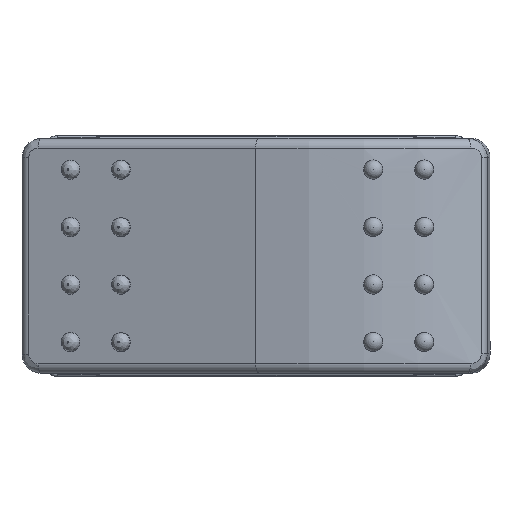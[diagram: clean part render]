
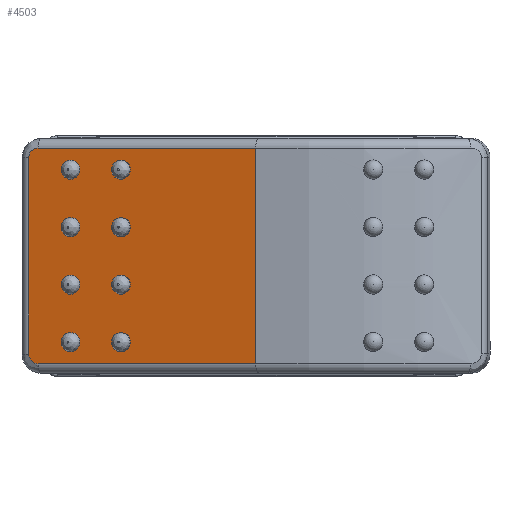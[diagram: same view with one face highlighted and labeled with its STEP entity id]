
A CAD part, top view. The second image highlights one B-rep face of the part: STEP entity #4503.
In plain terms, the highlighted planar face has unit normal (-0.294, 0, 0.956).
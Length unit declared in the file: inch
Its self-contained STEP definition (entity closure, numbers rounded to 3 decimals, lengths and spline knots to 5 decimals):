
#2285=CARTESIAN_POINT('',(-0.00323,0.44291,1.64542));
#2286=VERTEX_POINT('',#2285);
#2294=CARTESIAN_POINT('',(-0.00323,-0.44291,1.64542));
#2295=VERTEX_POINT('',#2294);
#2296=CARTESIAN_POINT('',(-0.00323,0.44291,1.64542));
#2297=DIRECTION('',(0.0,-1.0,0.0));
#2298=VECTOR('',#2297,0.88583);
#2299=LINE('',#2296,#2298);
#2300=EDGE_CURVE('',#2286,#2295,#2299,.T.);
#2568=CARTESIAN_POINT('',(-0.72556,0.35433,1.42279));
#2569=VERTEX_POINT('',#2568);
#2570=CARTESIAN_POINT('',(-0.76318,0.35433,1.41119));
#2571=DIRECTION('',(0.295,0.,-0.956));
#2572=DIRECTION('',(-0.956,0.,-0.295));
#2573=AXIS2_PLACEMENT_3D('',#2570,#2571,#2572);
#2574=CIRCLE('',#2573,0.03937);
#2575=EDGE_CURVE('',#2569,#2569,#2574,.T.);
#2673=CARTESIAN_POINT('',(-0.51863,0.35433,1.48657));
#2674=VERTEX_POINT('',#2673);
#2675=CARTESIAN_POINT('',(-0.55625,0.35433,1.47497));
#2676=DIRECTION('',(0.295,0.,-0.956));
#2677=DIRECTION('',(-0.956,0.,-0.295));
#2678=AXIS2_PLACEMENT_3D('',#2675,#2676,#2677);
#2679=CIRCLE('',#2678,0.03937);
#2680=EDGE_CURVE('',#2674,#2674,#2679,.T.);
#2778=CARTESIAN_POINT('',(-0.51863,0.11811,1.48657));
#2779=VERTEX_POINT('',#2778);
#2780=CARTESIAN_POINT('',(-0.55625,0.11811,1.47497));
#2781=DIRECTION('',(0.295,0.,-0.956));
#2782=DIRECTION('',(-0.956,0.,-0.295));
#2783=AXIS2_PLACEMENT_3D('',#2780,#2781,#2782);
#2784=CIRCLE('',#2783,0.03937);
#2785=EDGE_CURVE('',#2779,#2779,#2784,.T.);
#2883=CARTESIAN_POINT('',(-0.51863,-0.11811,1.48657));
#2884=VERTEX_POINT('',#2883);
#2885=CARTESIAN_POINT('',(-0.55625,-0.11811,1.47497));
#2886=DIRECTION('',(0.295,0.,-0.956));
#2887=DIRECTION('',(-0.956,0.,-0.295));
#2888=AXIS2_PLACEMENT_3D('',#2885,#2886,#2887);
#2889=CIRCLE('',#2888,0.03937);
#2890=EDGE_CURVE('',#2884,#2884,#2889,.T.);
#2988=CARTESIAN_POINT('',(-0.51863,-0.35433,1.48657));
#2989=VERTEX_POINT('',#2988);
#2990=CARTESIAN_POINT('',(-0.55625,-0.35433,1.47497));
#2991=DIRECTION('',(0.295,0.,-0.956));
#2992=DIRECTION('',(-0.956,0.,-0.295));
#2993=AXIS2_PLACEMENT_3D('',#2990,#2991,#2992);
#2994=CIRCLE('',#2993,0.03937);
#2995=EDGE_CURVE('',#2989,#2989,#2994,.T.);
#3093=CARTESIAN_POINT('',(-0.72556,-0.35433,1.42279));
#3094=VERTEX_POINT('',#3093);
#3095=CARTESIAN_POINT('',(-0.76318,-0.35433,1.41119));
#3096=DIRECTION('',(0.295,0.,-0.956));
#3097=DIRECTION('',(-0.956,0.,-0.295));
#3098=AXIS2_PLACEMENT_3D('',#3095,#3096,#3097);
#3099=CIRCLE('',#3098,0.03937);
#3100=EDGE_CURVE('',#3094,#3094,#3099,.T.);
#3198=CARTESIAN_POINT('',(-0.72556,-0.11811,1.42279));
#3199=VERTEX_POINT('',#3198);
#3200=CARTESIAN_POINT('',(-0.76318,-0.11811,1.41119));
#3201=DIRECTION('',(0.295,0.,-0.956));
#3202=DIRECTION('',(-0.956,0.,-0.295));
#3203=AXIS2_PLACEMENT_3D('',#3200,#3201,#3202);
#3204=CIRCLE('',#3203,0.03937);
#3205=EDGE_CURVE('',#3199,#3199,#3204,.T.);
#3303=CARTESIAN_POINT('',(-0.72556,0.11811,1.42279));
#3304=VERTEX_POINT('',#3303);
#3305=CARTESIAN_POINT('',(-0.76318,0.11811,1.41119));
#3306=DIRECTION('',(0.295,0.,-0.956));
#3307=DIRECTION('',(-0.956,0.,-0.295));
#3308=AXIS2_PLACEMENT_3D('',#3305,#3306,#3307);
#3309=CIRCLE('',#3308,0.03937);
#3310=EDGE_CURVE('',#3304,#3304,#3309,.T.);
#3938=CARTESIAN_POINT('',(-0.89807,-0.44291,1.36962));
#3939=VERTEX_POINT('',#3938);
#3947=CARTESIAN_POINT('',(-0.93607,-0.40354,1.35791));
#3948=VERTEX_POINT('',#3947);
#3949=CARTESIAN_POINT('',(-0.89807,-0.40354,1.36962));
#3950=DIRECTION('',(0.295,0.,-0.956));
#3951=DIRECTION('',(-0.956,0.,-0.295));
#3952=AXIS2_PLACEMENT_3D('',#3949,#3950,#3951);
#3953=ELLIPSE('',#3952,0.03977,0.03937);
#3954=EDGE_CURVE('',#3939,#3948,#3953,.T.);
#4000=CARTESIAN_POINT('',(-0.00323,-0.44291,1.64542));
#4001=DIRECTION('',(-0.956,0.,-0.295));
#4002=VECTOR('',#4001,0.93637);
#4003=LINE('',#4000,#4002);
#4004=EDGE_CURVE('',#2295,#3939,#4003,.T.);
#4035=CARTESIAN_POINT('',(-0.89807,0.44291,1.36962));
#4036=VERTEX_POINT('',#4035);
#4053=CARTESIAN_POINT('',(-0.93607,0.40354,1.35791));
#4054=VERTEX_POINT('',#4053);
#4062=CARTESIAN_POINT('',(-0.89807,0.40354,1.36962));
#4063=DIRECTION('',(0.295,0.,-0.956));
#4064=DIRECTION('',(-0.956,0.,-0.295));
#4065=AXIS2_PLACEMENT_3D('',#4062,#4063,#4064);
#4066=ELLIPSE('',#4065,0.03977,0.03937);
#4067=EDGE_CURVE('',#4054,#4036,#4066,.T.);
#4095=CARTESIAN_POINT('',(-0.89807,0.44291,1.36962));
#4096=DIRECTION('',(0.956,0.,0.295));
#4097=VECTOR('',#4096,0.93637);
#4098=LINE('',#4095,#4097);
#4099=EDGE_CURVE('',#4036,#2286,#4098,.T.);
#4112=CARTESIAN_POINT('',(-0.93607,-0.40354,1.35791));
#4113=DIRECTION('',(0.0,1.0,0.0));
#4114=VECTOR('',#4113,0.80709);
#4115=LINE('',#4112,#4114);
#4116=EDGE_CURVE('',#3948,#4054,#4115,.T.);
#4466=CARTESIAN_POINT('',(-0.9687,0.,1.34785));
#4467=DIRECTION('',(-0.295,0.,0.956));
#4468=DIRECTION('',(0.0,-1.0,0.0));
#4469=AXIS2_PLACEMENT_3D('',#4466,#4467,#4468);
#4470=PLANE('',#4469);
#4471=ORIENTED_EDGE('',*,*,#3954,.F.);
#4472=ORIENTED_EDGE('',*,*,#4004,.F.);
#4473=ORIENTED_EDGE('',*,*,#2300,.F.);
#4474=ORIENTED_EDGE('',*,*,#4099,.F.);
#4475=ORIENTED_EDGE('',*,*,#4067,.F.);
#4476=ORIENTED_EDGE('',*,*,#4116,.F.);
#4477=EDGE_LOOP('',(#4471,#4472,#4473,#4474,#4475,#4476));
#4478=FACE_OUTER_BOUND('',#4477,.T.);
#4479=ORIENTED_EDGE('',*,*,#2995,.T.);
#4480=EDGE_LOOP('',(#4479));
#4481=FACE_BOUND('',#4480,.T.);
#4482=ORIENTED_EDGE('',*,*,#2785,.T.);
#4483=EDGE_LOOP('',(#4482));
#4484=FACE_BOUND('',#4483,.T.);
#4485=ORIENTED_EDGE('',*,*,#2680,.T.);
#4486=EDGE_LOOP('',(#4485));
#4487=FACE_BOUND('',#4486,.T.);
#4488=ORIENTED_EDGE('',*,*,#2575,.T.);
#4489=EDGE_LOOP('',(#4488));
#4490=FACE_BOUND('',#4489,.T.);
#4491=ORIENTED_EDGE('',*,*,#3310,.T.);
#4492=EDGE_LOOP('',(#4491));
#4493=FACE_BOUND('',#4492,.T.);
#4494=ORIENTED_EDGE('',*,*,#3205,.T.);
#4495=EDGE_LOOP('',(#4494));
#4496=FACE_BOUND('',#4495,.T.);
#4497=ORIENTED_EDGE('',*,*,#2890,.T.);
#4498=EDGE_LOOP('',(#4497));
#4499=FACE_BOUND('',#4498,.T.);
#4500=ORIENTED_EDGE('',*,*,#3100,.T.);
#4501=EDGE_LOOP('',(#4500));
#4502=FACE_BOUND('',#4501,.T.);
#4503=ADVANCED_FACE('',(#4478,#4481,#4484,#4487,#4490,#4493,#4496,#4499,#4502),#4470,.T.);
